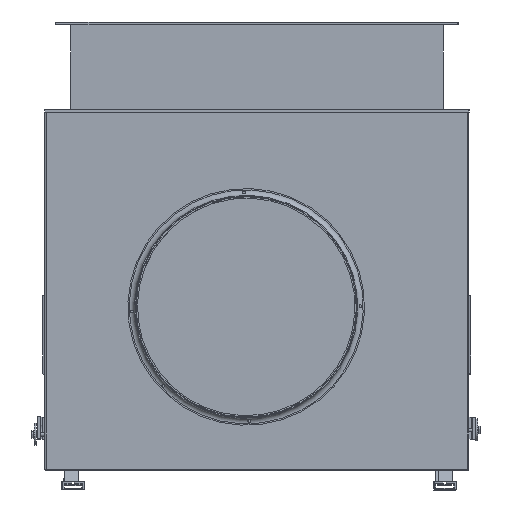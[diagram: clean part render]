
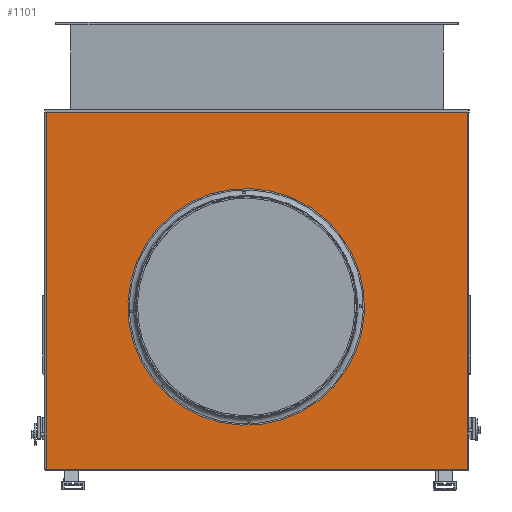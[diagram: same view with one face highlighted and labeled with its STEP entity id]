
A CAD part, front view. The second image highlights one B-rep face of the part: STEP entity #1101.
In plain terms, the highlighted planar face has unit normal (0, -1, 0).
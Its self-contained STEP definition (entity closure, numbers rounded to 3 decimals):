
#1101 = ADVANCED_FACE( '', ( #2103, #2104 ), #2105, .F. );
#2103 = FACE_OUTER_BOUND( '', #3013, .T. );
#2104 = FACE_BOUND( '', #3014, .T. );
#2105 = PLANE( '', #3015 );
#3013 = EDGE_LOOP( '', ( #5096, #5097, #5098, #5099 ) );
#3014 = EDGE_LOOP( '', ( #5100 ) );
#3015 = AXIS2_PLACEMENT_3D( '', #5101, #5102, #5103 );
#5096 = ORIENTED_EDGE( '', *, *, #5725, .T. );
#5097 = ORIENTED_EDGE( '', *, *, #5872, .T. );
#5098 = ORIENTED_EDGE( '', *, *, #5804, .T. );
#5099 = ORIENTED_EDGE( '', *, *, #5341, .T. );
#5100 = ORIENTED_EDGE( '', *, *, #5322, .T. );
#5101 = CARTESIAN_POINT( '', ( -158., -145.395, -9. ) );
#5102 = DIRECTION( '', ( 0., 1., 0. ) );
#5103 = DIRECTION( '', ( 0., 0., 1. ) );
#5322 = EDGE_CURVE( '', #6245, #6245, #6246, .T. );
#5341 = EDGE_CURVE( '', #6279, #5989, #6280, .T. );
#5725 = EDGE_CURVE( '', #5989, #6870, #6872, .F. );
#5804 = EDGE_CURVE( '', #6974, #6279, #6976, .T. );
#5872 = EDGE_CURVE( '', #6870, #6974, #7063, .T. );
#5989 = VERTEX_POINT( '', #7194 );
#6245 = VERTEX_POINT( '', #7828 );
#6246 = CIRCLE( '', #7829, 200. );
#6279 = VERTEX_POINT( '', #7872 );
#6280 = LINE( '', #7873, #7874 );
#6870 = VERTEX_POINT( '', #8716 );
#6872 = LINE( '', #8718, #8719 );
#6974 = VERTEX_POINT( '', #8856 );
#6976 = LINE( '', #8858, #8859 );
#7063 = LINE( '', #8968, #8969 );
#7194 = CARTESIAN_POINT( '', ( 383., -145.395, 2. ) );
#7828 = CARTESIAN_POINT( '', ( -17.39, -145.395, 494.61 ) );
#7829 = AXIS2_PLACEMENT_3D( '', #9303, #9304, #9305 );
#7872 = CARTESIAN_POINT( '', ( -383., -145.395, 2. ) );
#7873 = CARTESIAN_POINT( '', ( -158., -145.395, 2. ) );
#7874 = VECTOR( '', #9328, 1000. );
#8716 = CARTESIAN_POINT( '', ( 383., -145.395, 650. ) );
#8718 = CARTESIAN_POINT( '', ( 383., -145.395, -9. ) );
#8719 = VECTOR( '', #9711, 1000. );
#8856 = CARTESIAN_POINT( '', ( -383., -145.395, 650. ) );
#8858 = CARTESIAN_POINT( '', ( -383., -145.395, -9. ) );
#8859 = VECTOR( '', #9789, 1000. );
#8968 = CARTESIAN_POINT( '', ( 0., -145.395, 650. ) );
#8969 = VECTOR( '', #9854, 1000. );
#9303 = CARTESIAN_POINT( '', ( -17.39, -145.395, 294.61 ) );
#9304 = DIRECTION( '', ( 0., 1., 0. ) );
#9305 = DIRECTION( '', ( 0., 0., 1. ) );
#9328 = DIRECTION( '', ( 1., 0., 0. ) );
#9711 = DIRECTION( '', ( 0., 0., -1. ) );
#9789 = DIRECTION( '', ( 0., 0., -1. ) );
#9854 = DIRECTION( '', ( -1., 0., 0. ) );
